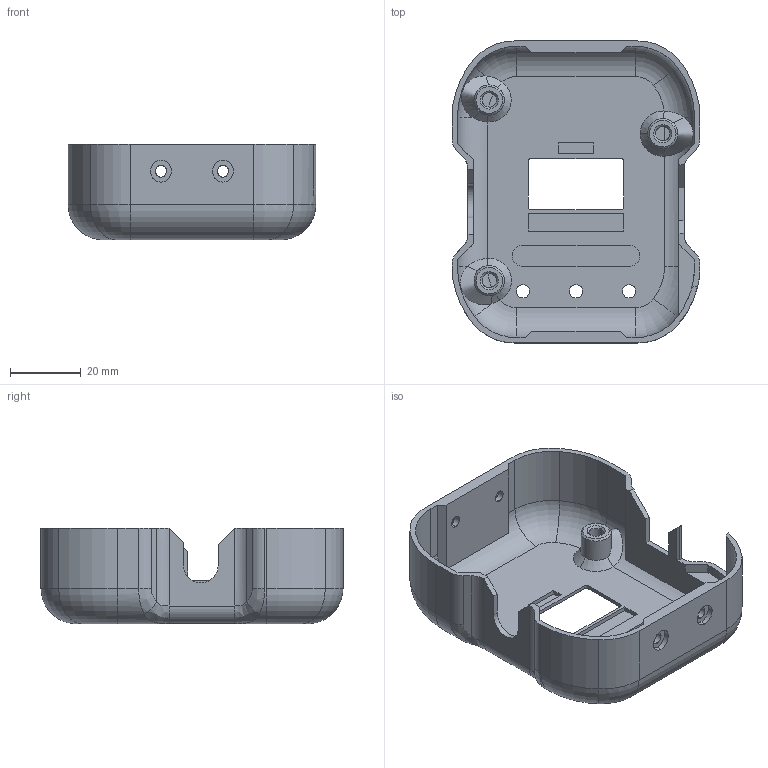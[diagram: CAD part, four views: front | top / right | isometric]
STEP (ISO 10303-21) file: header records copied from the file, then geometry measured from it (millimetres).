
FILE_DESCRIPTION (( 'STEP AP214' ), '1' );
FILE_NAME ('shellfront7.STEP', '2025-05-31T16:13:26', ( '' ), ( '' ), 'SwSTEP 2.0', 'SolidWorks 2024', '' );
FILE_SCHEMA (( 'AUTOMOTIVE_DESIGN' ));
Length unit declared in the file: millimetre
Products named in the file (1): shellfront7
Bounding box: 70 x 85.3 x 27 mm (x, y, z)
Volume: 18802.7 mm3; surface area: 23280.2 mm2
Topology: 1 solids, 1 shells, 305 faces, 791 edges, 504 vertices
Faces by surface type: plane 133, cylinder 102, bspline 32, cone 20, torus 18
Entity records: 11730 total; most frequent: CARTESIAN_POINT 4332, ORIENTED_EDGE 1582, DIRECTION 1495, EDGE_CURVE 791, AXIS2_PLACEMENT_3D 523, VERTEX_POINT 504, VECTOR 449, LINE 449
